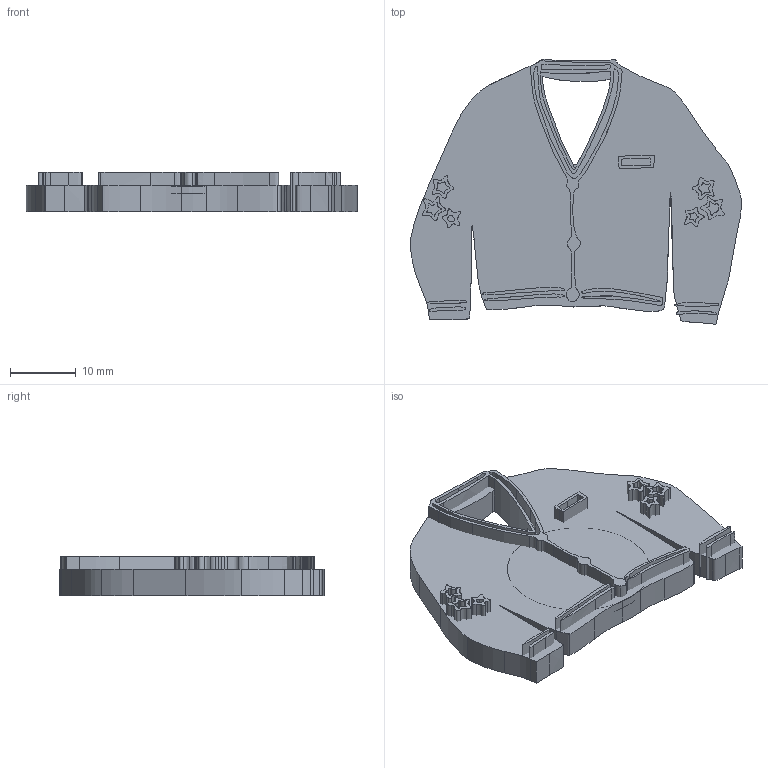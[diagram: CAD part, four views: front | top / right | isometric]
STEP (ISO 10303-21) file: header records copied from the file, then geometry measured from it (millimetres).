
FILE_DESCRIPTION(/* description */ ('','CAx-IF Rec.Pracs.---Representation and Presentation of Product Manufacturing Information (PMI)---4.0---2014-10-13'),/* implementation_level */ '2;1');
FILE_NAME(/* name */ 'cardigan.step',/* time_stamp */ '2025-01-27T08:14:18+05:30',/* author */ (''),/* organization */ (''),/* preprocessor_version */ 'ST-DEVELOPER v20',/* originating_system */ 'Autodesk Translation Framework v13.20.0.188',/* authorisation */ '');
FILE_SCHEMA (('AP242_MANAGED_MODEL_BASED_3D_ENGINEERING_MIM_LF { 1 0 10303 442 1 1 4 }'));
Length unit declared in the file: millimetre
Products named in the file (1): Untitled7 (v1~recovered)
Bounding box: 50.18 x 40.17 x 6 mm (x, y, z)
Volume: 6975.6 mm3; surface area: 7997.9 mm2
Topology: 17 solids, 17 shells, 330 faces, 888 edges, 592 vertices
Faces by surface type: bspline 269, plane 60, cylinder 1
Full cylindrical faces by diameter (mm): 21.6 x1
Entity records: 10996 total; most frequent: CARTESIAN_POINT 5308, ORIENTED_EDGE 1776, EDGE_CURVE 888, VERTEX_POINT 592, DIRECTION 476, EDGE_LOOP 352, LINE 348, VECTOR 348
